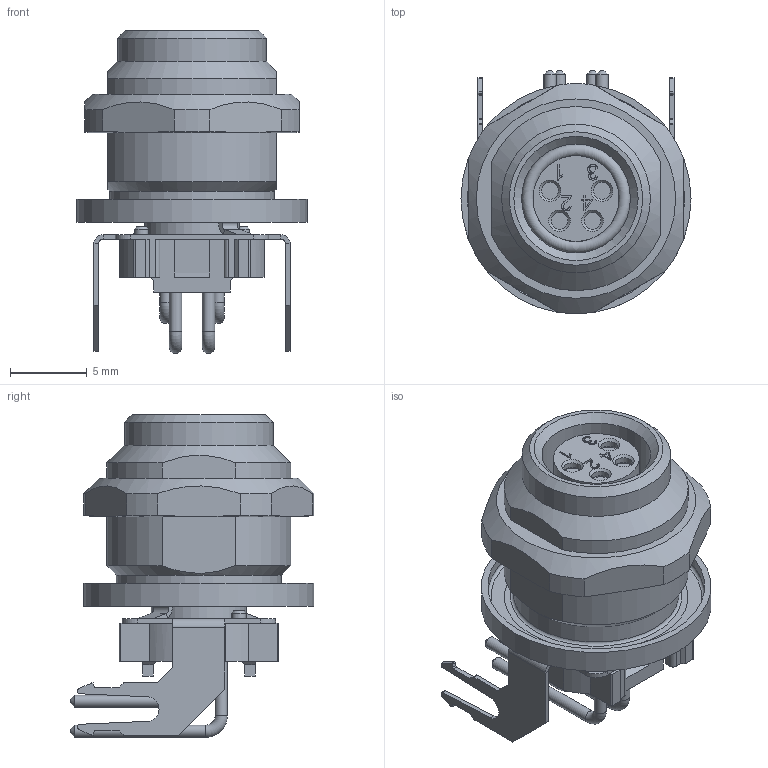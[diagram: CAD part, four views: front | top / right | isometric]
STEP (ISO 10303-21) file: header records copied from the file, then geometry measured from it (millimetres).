
FILE_DESCRIPTION(/* description */ (''),/* implementation_level */ '2;1');
FILE_NAME(/* name */ '42-01427_42K1A954.stp',/* time_stamp */ '2015-09-08T16:02:24+02:00',/* author */ ('paulwiller'),/* organization */ (''),/* preprocessor_version */ 'ST-DEVELOPER v15.6',/* originating_system */ 'Autodesk Inventor 2015',/* authorisation */ '');
FILE_SCHEMA (('AUTOMOTIVE_DESIGN { 1 0 10303 214 3 1 1 }'));
Length unit declared in the file: millimetre
Products named in the file (1): Bauteil6
Bounding box: 15 x 15.9 x 21.05 mm (x, y, z)
Volume: 1.2 mm3; surface area: 2048.1 mm2
Topology: 6 solids, 9 shells, 424 faces, 1088 edges, 697 vertices
Faces by surface type: plane 240, cylinder 126, bspline 25, cone 22, torus 11
Full cylindrical faces by diameter (mm): 0.8 x8, 0.9 x2, 1 x2, 1.1 x4, 1.5 x8, 1.6 x12, 5.6 x2, 6.2 x1, 7.1 x2, 9.437 x1, 9.7 x1, 10.77 x1, 14.17 x1, 15 x1
Entity records: 12698 total; most frequent: CARTESIAN_POINT 2501, DIRECTION 1999, ORIENTED_EDGE 1974, EDGE_CURVE 984, AXIS2_PLACEMENT_3D 685, VERTEX_POINT 669, LINE 629, VECTOR 629
